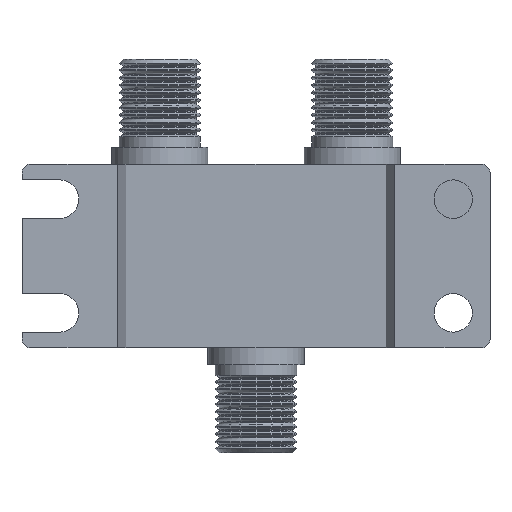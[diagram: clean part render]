
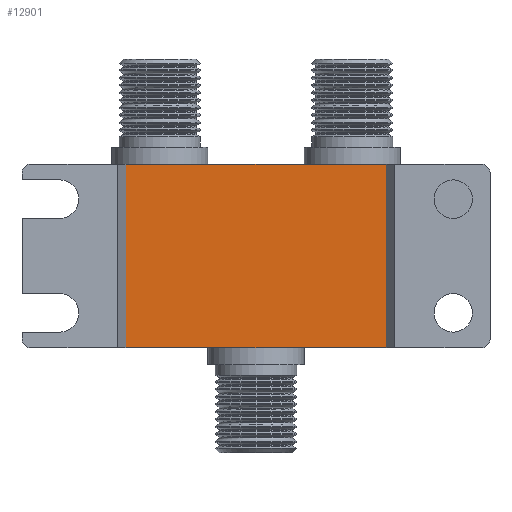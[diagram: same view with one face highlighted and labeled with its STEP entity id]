
A CAD part, front view. The second image highlights one B-rep face of the part: STEP entity #12901.
In plain terms, the highlighted planar face has unit normal (0, -1, 0).
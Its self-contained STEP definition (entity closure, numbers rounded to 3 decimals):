
#1070 = VECTOR ( 'NONE', #11904, 1000. ) ;
#1600 = DIRECTION ( 'NONE',  ( 0., 1., 0. ) ) ;
#1694 = DIRECTION ( 'NONE',  ( 0., 0., -1. ) ) ;
#2216 = CARTESIAN_POINT ( 'NONE',  ( -14.9, 4., 10.5 ) ) ;
#3673 = EDGE_LOOP ( 'NONE', ( #4908, #11761, #20455, #11941 ) ) ;
#4127 = CARTESIAN_POINT ( 'NONE',  ( -14.9, 4., -10.5 ) ) ;
#4229 = VERTEX_POINT ( 'NONE', #9941 ) ;
#4908 = ORIENTED_EDGE ( 'NONE', *, *, #11804, .T. ) ;
#4911 = LINE ( 'NONE', #17919, #20182 ) ;
#6425 = CARTESIAN_POINT ( 'NONE',  ( 0., 4., 10.5 ) ) ;
#6565 = AXIS2_PLACEMENT_3D ( 'NONE', #6425, #1600, #12990 ) ;
#6749 = LINE ( 'NONE', #2216, #1070 ) ;
#7937 = VERTEX_POINT ( 'NONE', #11957 ) ;
#8043 = PLANE ( 'NONE',  #6565 ) ;
#8415 = EDGE_CURVE ( 'NONE', #16554, #4229, #4911, .T. ) ;
#8810 = VERTEX_POINT ( 'NONE', #4127 ) ;
#9941 = CARTESIAN_POINT ( 'NONE',  ( 14.9, 4., -10.5 ) ) ;
#9955 = CARTESIAN_POINT ( 'NONE',  ( 14.9, 4., 10.5 ) ) ;
#9986 = FACE_OUTER_BOUND ( 'NONE', #3673, .T. ) ;
#10018 = CARTESIAN_POINT ( 'NONE',  ( 0., 4., -10.5 ) ) ;
#10110 = DIRECTION ( 'NONE',  ( 1., 0., 0. ) ) ;
#10477 = VECTOR ( 'NONE', #10110, 1000. ) ;
#10835 = CARTESIAN_POINT ( 'NONE',  ( 0., 4., 10.5 ) ) ;
#11761 = ORIENTED_EDGE ( 'NONE', *, *, #8415, .F. ) ;
#11804 = EDGE_CURVE ( 'NONE', #8810, #4229, #11807, .T. ) ;
#11807 = LINE ( 'NONE', #10018, #10477 ) ;
#11904 = DIRECTION ( 'NONE',  ( 0., 0., -1. ) ) ;
#11941 = ORIENTED_EDGE ( 'NONE', *, *, #15246, .T. ) ;
#11957 = CARTESIAN_POINT ( 'NONE',  ( -14.9, 4., 10.5 ) ) ;
#12901 = ADVANCED_FACE ( 'NONE', ( #9986 ), #8043, .F. ) ;
#12990 = DIRECTION ( 'NONE',  ( 0., 0., 1. ) ) ;
#15246 = EDGE_CURVE ( 'NONE', #7937, #8810, #6749, .T. ) ;
#15678 = DIRECTION ( 'NONE',  ( 1., 0., 0. ) ) ;
#16554 = VERTEX_POINT ( 'NONE', #9955 ) ;
#17919 = CARTESIAN_POINT ( 'NONE',  ( 14.9, 4., 10.5 ) ) ;
#18720 = VECTOR ( 'NONE', #15678, 1000. ) ;
#18897 = LINE ( 'NONE', #10835, #18720 ) ;
#19967 = EDGE_CURVE ( 'NONE', #7937, #16554, #18897, .T. ) ;
#20182 = VECTOR ( 'NONE', #1694, 1000. ) ;
#20455 = ORIENTED_EDGE ( 'NONE', *, *, #19967, .F. ) ;
